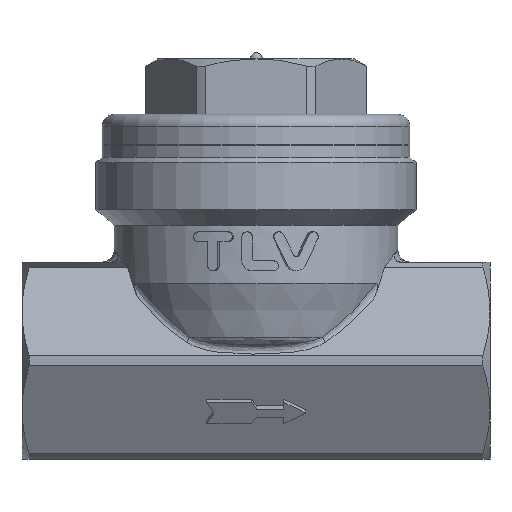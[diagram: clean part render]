
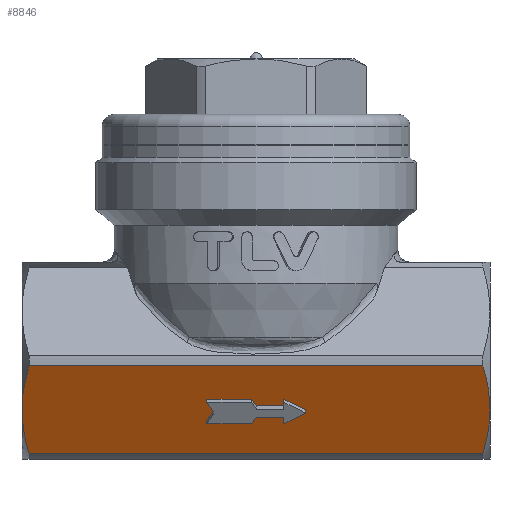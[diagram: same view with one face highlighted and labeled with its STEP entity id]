
A CAD part, front view. The second image highlights one B-rep face of the part: STEP entity #8846.
In plain terms, the highlighted planar face has unit normal (0, -0.866, -0.5).
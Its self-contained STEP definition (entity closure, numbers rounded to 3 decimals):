
#1535=CARTESIAN_POINT('',(-0.722,-12.856,-9.732));
#1536=VERTEX_POINT('',#1535);
#1543=CARTESIAN_POINT('',(0.0,-13.481,-8.65));
#1544=VERTEX_POINT('',#1543);
#1545=CARTESIAN_POINT('',(0.0,-13.481,-8.65));
#1546=DIRECTION('',(-0.5,0.433,-0.75));
#1547=VECTOR('',#1546,1.443);
#1548=LINE('',#1545,#1547);
#1549=EDGE_CURVE('',#1544,#1536,#1548,.T.);
#1566=CARTESIAN_POINT('',(-8.,-12.856,-9.732));
#1567=VERTEX_POINT('',#1566);
#1574=CARTESIAN_POINT('',(-0.722,-12.856,-9.732));
#1575=DIRECTION('',(-1.0,0.0,0.0));
#1576=VECTOR('',#1575,7.278);
#1577=LINE('',#1574,#1576);
#1578=EDGE_CURVE('',#1536,#1567,#1577,.T.);
#1590=CARTESIAN_POINT('',(-6.845,-13.856,-8.));
#1591=VERTEX_POINT('',#1590);
#1598=CARTESIAN_POINT('',(-8.,-12.856,-9.732));
#1599=DIRECTION('',(0.5,-0.433,0.75));
#1600=VECTOR('',#1599,2.309);
#1601=LINE('',#1598,#1600);
#1602=EDGE_CURVE('',#1567,#1591,#1601,.T.);
#1614=CARTESIAN_POINT('',(-8.,-14.856,-6.268));
#1615=VERTEX_POINT('',#1614);
#1622=CARTESIAN_POINT('',(-6.845,-13.856,-8.));
#1623=DIRECTION('',(-0.5,-0.433,0.75));
#1624=VECTOR('',#1623,2.309);
#1625=LINE('',#1622,#1624);
#1626=EDGE_CURVE('',#1591,#1615,#1625,.T.);
#1638=CARTESIAN_POINT('',(-0.722,-14.856,-6.268));
#1639=VERTEX_POINT('',#1638);
#1646=CARTESIAN_POINT('',(-8.,-14.856,-6.268));
#1647=DIRECTION('',(1.0,0.0,0.0));
#1648=VECTOR('',#1647,7.278);
#1649=LINE('',#1646,#1648);
#1650=EDGE_CURVE('',#1615,#1639,#1649,.T.);
#1662=CARTESIAN_POINT('',(0.0,-14.231,-7.35));
#1663=VERTEX_POINT('',#1662);
#1670=CARTESIAN_POINT('',(-0.722,-14.856,-6.268));
#1671=DIRECTION('',(0.5,0.433,-0.75));
#1672=VECTOR('',#1671,1.443);
#1673=LINE('',#1670,#1672);
#1674=EDGE_CURVE('',#1639,#1663,#1673,.T.);
#1686=CARTESIAN_POINT('',(4.536,-14.231,-7.35));
#1687=VERTEX_POINT('',#1686);
#1694=CARTESIAN_POINT('',(0.0,-14.231,-7.35));
#1695=DIRECTION('',(1.0,0.0,0.0));
#1696=VECTOR('',#1695,4.536);
#1697=LINE('',#1694,#1696);
#1698=EDGE_CURVE('',#1663,#1687,#1697,.T.);
#1710=CARTESIAN_POINT('',(4.536,-14.856,-6.268));
#1711=VERTEX_POINT('',#1710);
#1718=CARTESIAN_POINT('',(4.536,-14.231,-7.35));
#1719=DIRECTION('',(0.0,-0.5,0.866));
#1720=VECTOR('',#1719,1.25);
#1721=LINE('',#1718,#1720);
#1722=EDGE_CURVE('',#1687,#1711,#1721,.T.);
#1734=CARTESIAN_POINT('',(8.,-13.856,-8.));
#1735=VERTEX_POINT('',#1734);
#1742=CARTESIAN_POINT('',(4.536,-14.856,-6.268));
#1743=DIRECTION('',(0.866,0.25,-0.433));
#1744=VECTOR('',#1743,4.);
#1745=LINE('',#1742,#1744);
#1746=EDGE_CURVE('',#1711,#1735,#1745,.T.);
#1758=CARTESIAN_POINT('',(4.536,-12.856,-9.732));
#1759=VERTEX_POINT('',#1758);
#1766=CARTESIAN_POINT('',(8.,-13.856,-8.));
#1767=DIRECTION('',(-0.866,0.25,-0.433));
#1768=VECTOR('',#1767,4.);
#1769=LINE('',#1766,#1768);
#1770=EDGE_CURVE('',#1735,#1759,#1769,.T.);
#1782=CARTESIAN_POINT('',(4.536,-13.481,-8.65));
#1783=VERTEX_POINT('',#1782);
#1790=CARTESIAN_POINT('',(4.536,-12.856,-9.732));
#1791=DIRECTION('',(0.0,-0.5,0.866));
#1792=VECTOR('',#1791,1.25);
#1793=LINE('',#1790,#1792);
#1794=EDGE_CURVE('',#1759,#1783,#1793,.T.);
#1807=CARTESIAN_POINT('',(4.536,-13.481,-8.65));
#1808=DIRECTION('',(-1.0,0.0,0.0));
#1809=VECTOR('',#1808,4.536);
#1810=LINE('',#1807,#1809);
#1811=EDGE_CURVE('',#1783,#1544,#1810,.T.);
#7617=CARTESIAN_POINT('',(36.845,-9.733,-15.141));
#7618=VERTEX_POINT('',#7617);
#7619=CARTESIAN_POINT('',(38.0,-13.856,-8.));
#7620=VERTEX_POINT('',#7619);
#7621=CARTESIAN_POINT('',(36.845,-9.733,-15.141));
#7622=CARTESIAN_POINT('',(38.0,-11.916,-11.361));
#7623=CARTESIAN_POINT('',(38.0,-13.856,-8.));
#7631=(BOUNDED_CURVE()B_SPLINE_CURVE(2,(#7621,#7622,#7623),.UNSPECIFIED.,.F.,.U.)B_SPLINE_CURVE_WITH_KNOTS((3,3),(0.0,0.834),.UNSPECIFIED.)CURVE()GEOMETRIC_REPRESENTATION_ITEM()RATIONAL_B_SPLINE_CURVE((1.0,1.031,1.0))REPRESENTATION_ITEM(''));
#7632=EDGE_CURVE('',#7618,#7620,#7631,.T.);
#7861=CARTESIAN_POINT('',(36.845,-17.98,-0.859));
#7862=VERTEX_POINT('',#7861);
#7870=CARTESIAN_POINT('',(38.0,-13.856,-8.));
#7871=CARTESIAN_POINT('',(38.0,-15.797,-4.639));
#7872=CARTESIAN_POINT('',(36.845,-17.98,-0.859));
#7880=(BOUNDED_CURVE()B_SPLINE_CURVE(2,(#7870,#7871,#7872),.UNSPECIFIED.,.F.,.U.)B_SPLINE_CURVE_WITH_KNOTS((3,3),(0.834,1.669),.UNSPECIFIED.)CURVE()GEOMETRIC_REPRESENTATION_ITEM()RATIONAL_B_SPLINE_CURVE((1.0,1.031,1.0))REPRESENTATION_ITEM(''));
#7881=EDGE_CURVE('',#7620,#7862,#7880,.T.);
#8369=CARTESIAN_POINT('',(-38.0,-13.856,-8.));
#8370=VERTEX_POINT('',#8369);
#8371=CARTESIAN_POINT('',(-36.845,-9.733,-15.141));
#8372=VERTEX_POINT('',#8371);
#8373=CARTESIAN_POINT('',(-38.0,-13.856,-8.));
#8374=CARTESIAN_POINT('',(-38.,-11.916,-11.361));
#8375=CARTESIAN_POINT('',(-36.845,-9.733,-15.141));
#8383=(BOUNDED_CURVE()B_SPLINE_CURVE(2,(#8373,#8374,#8375),.UNSPECIFIED.,.F.,.U.)B_SPLINE_CURVE_WITH_KNOTS((3,3),(0.834,1.669),.UNSPECIFIED.)CURVE()GEOMETRIC_REPRESENTATION_ITEM()RATIONAL_B_SPLINE_CURVE((1.0,1.031,1.0))REPRESENTATION_ITEM(''));
#8384=EDGE_CURVE('',#8370,#8372,#8383,.T.);
#8479=CARTESIAN_POINT('',(-36.845,-17.98,-0.859));
#8480=VERTEX_POINT('',#8479);
#8481=CARTESIAN_POINT('',(-36.845,-17.98,-0.859));
#8482=CARTESIAN_POINT('',(-38.0,-15.797,-4.639));
#8483=CARTESIAN_POINT('',(-38.0,-13.856,-8.));
#8491=(BOUNDED_CURVE()B_SPLINE_CURVE(2,(#8481,#8482,#8483),.UNSPECIFIED.,.F.,.U.)B_SPLINE_CURVE_WITH_KNOTS((3,3),(0.0,0.834),.UNSPECIFIED.)CURVE()GEOMETRIC_REPRESENTATION_ITEM()RATIONAL_B_SPLINE_CURVE((1.0,1.031,1.0))REPRESENTATION_ITEM(''));
#8492=EDGE_CURVE('',#8480,#8370,#8491,.T.);
#8805=CARTESIAN_POINT('',(36.845,-17.98,-0.859));
#8806=DIRECTION('',(-1.0,0.0,0.0));
#8807=VECTOR('',#8806,73.691);
#8808=LINE('',#8805,#8807);
#8809=EDGE_CURVE('',#7862,#8480,#8808,.T.);
#8814=CARTESIAN_POINT('',(0.0,-9.733,-15.141));
#8815=DIRECTION('',(0.0,-0.866,-0.5));
#8816=DIRECTION('',(-1.0,0.0,0.0));
#8817=AXIS2_PLACEMENT_3D('',#8814,#8815,#8816);
#8818=PLANE('',#8817);
#8819=ORIENTED_EDGE('',*,*,#7881,.T.);
#8820=ORIENTED_EDGE('',*,*,#8809,.T.);
#8821=ORIENTED_EDGE('',*,*,#8492,.T.);
#8822=ORIENTED_EDGE('',*,*,#8384,.T.);
#8823=CARTESIAN_POINT('',(36.845,-9.733,-15.141));
#8824=DIRECTION('',(-1.0,0.0,0.0));
#8825=VECTOR('',#8824,73.691);
#8826=LINE('',#8823,#8825);
#8827=EDGE_CURVE('',#7618,#8372,#8826,.T.);
#8828=ORIENTED_EDGE('',*,*,#8827,.F.);
#8829=ORIENTED_EDGE('',*,*,#7632,.T.);
#8830=EDGE_LOOP('',(#8819,#8820,#8821,#8822,#8828,#8829));
#8831=FACE_OUTER_BOUND('',#8830,.T.);
#8832=ORIENTED_EDGE('',*,*,#1549,.T.);
#8833=ORIENTED_EDGE('',*,*,#1578,.T.);
#8834=ORIENTED_EDGE('',*,*,#1602,.T.);
#8835=ORIENTED_EDGE('',*,*,#1626,.T.);
#8836=ORIENTED_EDGE('',*,*,#1650,.T.);
#8837=ORIENTED_EDGE('',*,*,#1674,.T.);
#8838=ORIENTED_EDGE('',*,*,#1698,.T.);
#8839=ORIENTED_EDGE('',*,*,#1722,.T.);
#8840=ORIENTED_EDGE('',*,*,#1746,.T.);
#8841=ORIENTED_EDGE('',*,*,#1770,.T.);
#8842=ORIENTED_EDGE('',*,*,#1794,.T.);
#8843=ORIENTED_EDGE('',*,*,#1811,.T.);
#8844=EDGE_LOOP('',(#8832,#8833,#8834,#8835,#8836,#8837,#8838,#8839,#8840,#8841,#8842,#8843));
#8845=FACE_BOUND('',#8844,.T.);
#8846=ADVANCED_FACE('',(#8831,#8845),#8818,.T.);
